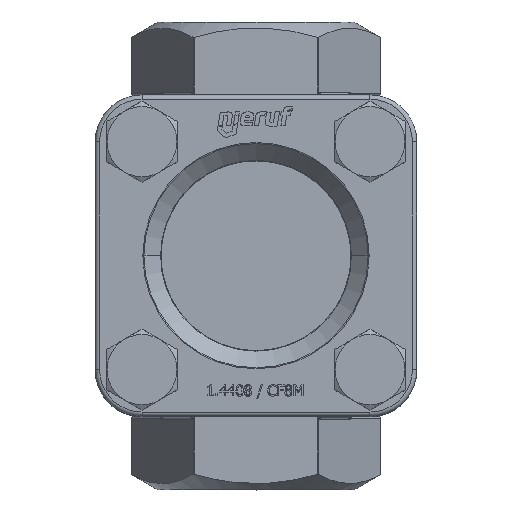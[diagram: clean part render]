
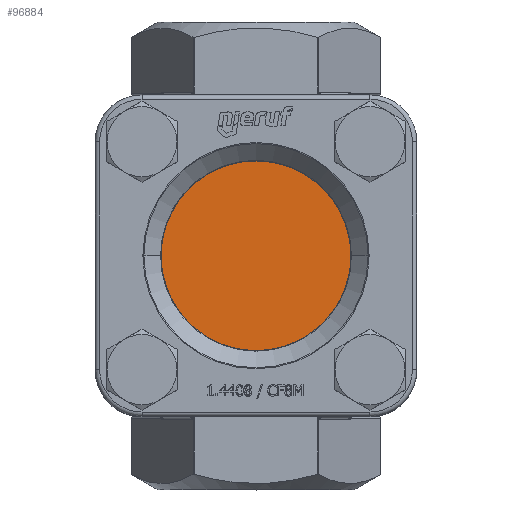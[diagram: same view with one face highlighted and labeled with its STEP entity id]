
A CAD part, top view. The second image highlights one B-rep face of the part: STEP entity #96884.
In plain terms, the highlighted planar face has unit normal (0, 0, 1).
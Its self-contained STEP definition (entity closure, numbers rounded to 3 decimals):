
#621 = CARTESIAN_POINT ( 'NONE',  ( 0., 0., 47.7 ) ) ;
#1504 = AXIS2_PLACEMENT_3D ( 'NONE', #14794, #8153, #11640 ) ;
#8153 = DIRECTION ( 'NONE',  ( 0., 0., 1. ) ) ;
#9183 = DIRECTION ( 'NONE',  ( 1., 0., 0. ) ) ;
#11108 = FACE_OUTER_BOUND ( 'NONE', #98238, .T. ) ;
#11640 = DIRECTION ( 'NONE',  ( 1., 0., 0. ) ) ;
#13048 = VERTEX_POINT ( 'NONE', #97595 ) ;
#14794 = CARTESIAN_POINT ( 'NONE',  ( 0., 0., 47.7 ) ) ;
#17814 = DIRECTION ( 'NONE',  ( 0., 0., 1. ) ) ;
#25826 = CIRCLE ( 'NONE', #1504, 40. ) ;
#38797 = ORIENTED_EDGE ( 'NONE', *, *, #100426, .T. ) ;
#42165 = EDGE_CURVE ( 'NONE', #87149, #13048, #25826, .T. ) ;
#49360 = PLANE ( 'NONE',  #55204 ) ;
#53310 = CARTESIAN_POINT ( 'NONE',  ( 40., 0., 47.7 ) ) ;
#55204 = AXIS2_PLACEMENT_3D ( 'NONE', #96657, #80398, #82425 ) ;
#71406 = AXIS2_PLACEMENT_3D ( 'NONE', #621, #17814, #9183 ) ;
#80398 = DIRECTION ( 'NONE',  ( 0., 0., 1. ) ) ;
#82425 = DIRECTION ( 'NONE',  ( 1., 0., 0. ) ) ;
#87149 = VERTEX_POINT ( 'NONE', #53310 ) ;
#90340 = ORIENTED_EDGE ( 'NONE', *, *, #42165, .T. ) ;
#90931 = CIRCLE ( 'NONE', #71406, 40. ) ;
#96657 = CARTESIAN_POINT ( 'NONE',  ( 0., 0., 47.7 ) ) ;
#96884 = ADVANCED_FACE ( 'NONE', ( #11108 ), #49360, .T. ) ;
#97595 = CARTESIAN_POINT ( 'NONE',  ( -40., 0., 47.7 ) ) ;
#98238 = EDGE_LOOP ( 'NONE', ( #38797, #90340 ) ) ;
#100426 = EDGE_CURVE ( 'NONE', #13048, #87149, #90931, .T. ) ;
